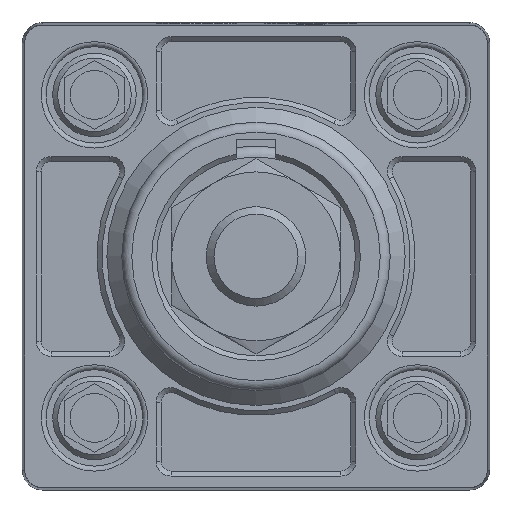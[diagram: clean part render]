
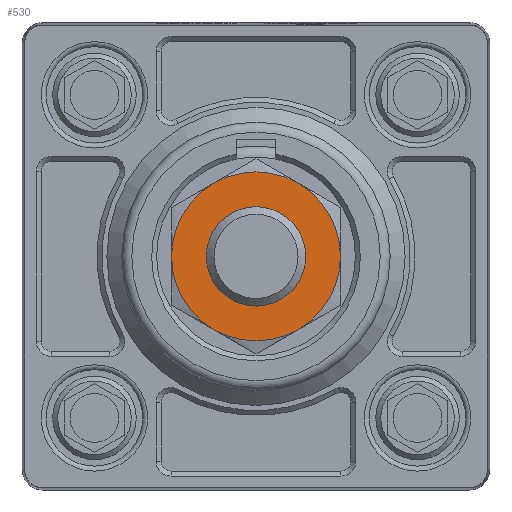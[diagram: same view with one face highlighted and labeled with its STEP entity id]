
A CAD part, left-side view. The second image highlights one B-rep face of the part: STEP entity #530.
In plain terms, the highlighted planar face has unit normal (-1, 0, 0).
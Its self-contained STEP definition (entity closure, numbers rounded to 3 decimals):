
#530 = ADVANCED_FACE( '', ( #1331, #1332 ), #1333, .F. );
#1331 = FACE_OUTER_BOUND( '', #2148, .T. );
#1332 = FACE_BOUND( '', #2149, .T. );
#1333 = PLANE( '', #2150 );
#2148 = EDGE_LOOP( '', ( #4483, #4484, #4485, #4486, #4487, #4488 ) );
#2149 = EDGE_LOOP( '', ( #4489 ) );
#2150 = AXIS2_PLACEMENT_3D( '', #4490, #4491, #4492 );
#4483 = ORIENTED_EDGE( '', *, *, #5258, .F. );
#4484 = ORIENTED_EDGE( '', *, *, #5251, .F. );
#4485 = ORIENTED_EDGE( '', *, *, #5250, .F. );
#4486 = ORIENTED_EDGE( '', *, *, #5253, .F. );
#4487 = ORIENTED_EDGE( '', *, *, #5257, .F. );
#4488 = ORIENTED_EDGE( '', *, *, #5255, .F. );
#4489 = ORIENTED_EDGE( '', *, *, #5259, .T. );
#4490 = CARTESIAN_POINT( '', ( -36., 0., 0. ) );
#4491 = DIRECTION( '', ( 1., 0., 0. ) );
#4492 = DIRECTION( '', ( 0., 0., -1. ) );
#5250 = EDGE_CURVE( '', #6424, #6419, #6427, .T. );
#5251 = EDGE_CURVE( '', #6419, #6428, #6429, .T. );
#5253 = EDGE_CURVE( '', #6431, #6424, #6432, .T. );
#5255 = EDGE_CURVE( '', #6412, #6406, #6434, .T. );
#5257 = EDGE_CURVE( '', #6406, #6431, #6436, .T. );
#5258 = EDGE_CURVE( '', #6428, #6412, #6437, .T. );
#5259 = EDGE_CURVE( '', #6438, #6438, #6439, .T. );
#6406 = VERTEX_POINT( '', #8173 );
#6412 = VERTEX_POINT( '', #8191 );
#6419 = VERTEX_POINT( '', #8206 );
#6424 = VERTEX_POINT( '', #8220 );
#6427 = CIRCLE( '', #8229, 8.5 );
#6428 = VERTEX_POINT( '', #8230 );
#6429 = CIRCLE( '', #8231, 8.5 );
#6431 = VERTEX_POINT( '', #8236 );
#6432 = CIRCLE( '', #8237, 8.5 );
#6434 = CIRCLE( '', #8242, 8.5 );
#6436 = CIRCLE( '', #8247, 8.5 );
#6437 = CIRCLE( '', #8248, 8.5 );
#6438 = VERTEX_POINT( '', #8249 );
#6439 = CIRCLE( '', #8250, 5. );
#8173 = CARTESIAN_POINT( '', ( -36., 0., 8.5 ) );
#8191 = CARTESIAN_POINT( '', ( -36., 7.361, 4.25 ) );
#8206 = CARTESIAN_POINT( '', ( -36., 0., -8.5 ) );
#8220 = CARTESIAN_POINT( '', ( -36., -7.361, -4.25 ) );
#8229 = AXIS2_PLACEMENT_3D( '', #9402, #9403, #9404 );
#8230 = CARTESIAN_POINT( '', ( -36., 7.361, -4.25 ) );
#8231 = AXIS2_PLACEMENT_3D( '', #9405, #9406, #9407 );
#8236 = CARTESIAN_POINT( '', ( -36., -7.361, 4.25 ) );
#8237 = AXIS2_PLACEMENT_3D( '', #9408, #9409, #9410 );
#8242 = AXIS2_PLACEMENT_3D( '', #9411, #9412, #9413 );
#8247 = AXIS2_PLACEMENT_3D( '', #9414, #9415, #9416 );
#8248 = AXIS2_PLACEMENT_3D( '', #9417, #9418, #9419 );
#8249 = CARTESIAN_POINT( '', ( -36., 0., -5. ) );
#8250 = AXIS2_PLACEMENT_3D( '', #9420, #9421, #9422 );
#9402 = CARTESIAN_POINT( '', ( -36., 0., 0. ) );
#9403 = DIRECTION( '', ( 1., 0., 0. ) );
#9404 = DIRECTION( '', ( 0., 0., -1. ) );
#9405 = CARTESIAN_POINT( '', ( -36., 0., 0. ) );
#9406 = DIRECTION( '', ( 1., 0., 0. ) );
#9407 = DIRECTION( '', ( 0., 0., -1. ) );
#9408 = CARTESIAN_POINT( '', ( -36., 0., 0. ) );
#9409 = DIRECTION( '', ( 1., 0., 0. ) );
#9410 = DIRECTION( '', ( 0., 0., -1. ) );
#9411 = CARTESIAN_POINT( '', ( -36., 0., 0. ) );
#9412 = DIRECTION( '', ( 1., 0., 0. ) );
#9413 = DIRECTION( '', ( 0., 0., -1. ) );
#9414 = CARTESIAN_POINT( '', ( -36., 0., 0. ) );
#9415 = DIRECTION( '', ( 1., 0., 0. ) );
#9416 = DIRECTION( '', ( 0., 0., -1. ) );
#9417 = CARTESIAN_POINT( '', ( -36., 0., 0. ) );
#9418 = DIRECTION( '', ( 1., 0., 0. ) );
#9419 = DIRECTION( '', ( 0., 0., -1. ) );
#9420 = CARTESIAN_POINT( '', ( -36., 0., 0. ) );
#9421 = DIRECTION( '', ( 1., 0., 0. ) );
#9422 = DIRECTION( '', ( 0., 0., -1. ) );
